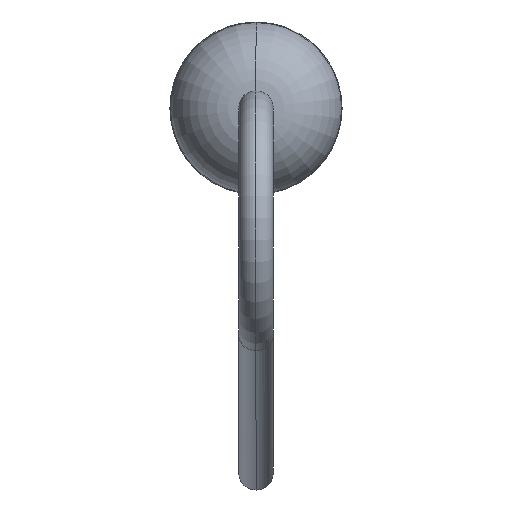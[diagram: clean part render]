
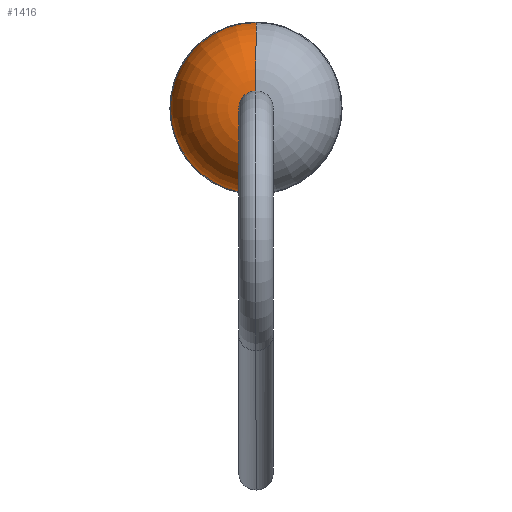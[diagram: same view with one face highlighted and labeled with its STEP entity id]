
A CAD part, left-side view. The second image highlights one B-rep face of the part: STEP entity #1416.
In plain terms, the highlighted toroidal (fillet/blend) face has major radius 0.3 mm and minor radius 1.2 mm.
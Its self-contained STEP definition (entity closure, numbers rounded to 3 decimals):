
#323 = DIRECTION ( 'NONE',  ( 0., 0., 1. ) ) ;
#329 = DIRECTION ( 'NONE',  ( -1., 0., 0. ) ) ;
#469 = CARTESIAN_POINT ( 'NONE',  ( 1.2, 0., 0. ) ) ;
#470 = AXIS2_PLACEMENT_3D ( 'NONE', #469, #329, #323 ) ;
#485 = TOROIDAL_SURFACE ( 'NONE', #470, 0.3, 1.2 ) ;
#509 = CARTESIAN_POINT ( 'NONE',  ( 1.2, 0., 0.3 ) ) ;
#510 = CIRCLE ( 'NONE', #513, 1.2 ) ;
#511 = DIRECTION ( 'NONE',  ( 0., 0., -1. ) ) ;
#512 = DIRECTION ( 'NONE',  ( 0., -1., 0. ) ) ;
#513 = AXIS2_PLACEMENT_3D ( 'NONE', #509, #512, #511 ) ;
#581 = FACE_OUTER_BOUND ( 'NONE', #1392, .T. ) ;
#612 = CARTESIAN_POINT ( 'NONE',  ( 1.05, 0., 1.491 ) ) ;
#636 = DIRECTION ( 'NONE',  ( 0., 0., -1. ) ) ;
#637 = DIRECTION ( 'NONE',  ( 1., 0., 0. ) ) ;
#640 = AXIS2_PLACEMENT_3D ( 'NONE', #664, #637, #636 ) ;
#651 = CIRCLE ( 'NONE', #640, 1.491 ) ;
#664 = CARTESIAN_POINT ( 'NONE',  ( 1.05, 0., 0. ) ) ;
#681 = CARTESIAN_POINT ( 'NONE',  ( 1.05, 0., -1.491 ) ) ;
#689 = DIRECTION ( 'NONE',  ( 0., 0., 1. ) ) ;
#698 = AXIS2_PLACEMENT_3D ( 'NONE', #720, #723, #689 ) ;
#720 = CARTESIAN_POINT ( 'NONE',  ( 1.2, 0., -0.3 ) ) ;
#723 = DIRECTION ( 'NONE',  ( 0., 1., 0. ) ) ;
#728 = CIRCLE ( 'NONE', #698, 1.2 ) ;
#732 = DIRECTION ( 'NONE',  ( 0., 0., -1. ) ) ;
#733 = DIRECTION ( 'NONE',  ( 1., 0., 0. ) ) ;
#751 = CARTESIAN_POINT ( 'NONE',  ( 0., 0., 0. ) ) ;
#752 = AXIS2_PLACEMENT_3D ( 'NONE', #751, #733, #732 ) ;
#785 = CIRCLE ( 'NONE', #752, 0.3 ) ;
#1083 = CARTESIAN_POINT ( 'NONE',  ( 0., 0., 0.3 ) ) ;
#1089 = CARTESIAN_POINT ( 'NONE',  ( 0., 0., -0.3 ) ) ;
#1327 = EDGE_CURVE ( 'NONE', #1402, #1519, #510, .T. ) ;
#1392 = EDGE_LOOP ( 'NONE', ( #1420, #1405, #1450, #1424 ) ) ;
#1398 = VERTEX_POINT ( 'NONE', #681 ) ;
#1402 = VERTEX_POINT ( 'NONE', #612 ) ;
#1405 = ORIENTED_EDGE ( 'NONE', *, *, #1434, .T. ) ;
#1411 = EDGE_CURVE ( 'NONE', #1398, #1402, #651, .T. ) ;
#1416 = ADVANCED_FACE ( 'NONE', ( #581 ), #485, .T. ) ;
#1420 = ORIENTED_EDGE ( 'NONE', *, *, #1411, .F. ) ;
#1424 = ORIENTED_EDGE ( 'NONE', *, *, #1327, .F. ) ;
#1434 = EDGE_CURVE ( 'NONE', #1398, #1522, #728, .T. ) ;
#1450 = ORIENTED_EDGE ( 'NONE', *, *, #1456, .T. ) ;
#1456 = EDGE_CURVE ( 'NONE', #1522, #1519, #785, .T. ) ;
#1519 = VERTEX_POINT ( 'NONE', #1083 ) ;
#1522 = VERTEX_POINT ( 'NONE', #1089 ) ;
